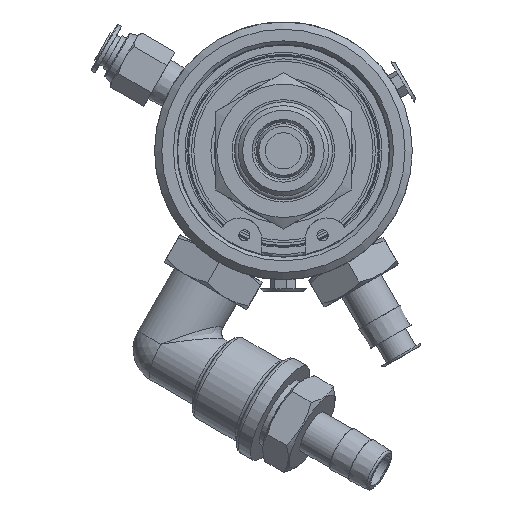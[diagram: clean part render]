
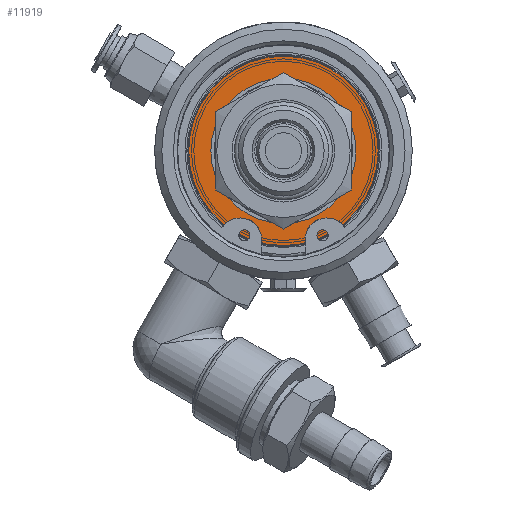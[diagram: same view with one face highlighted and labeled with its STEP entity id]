
A CAD part, left-side view. The second image highlights one B-rep face of the part: STEP entity #11919.
In plain terms, the highlighted planar face has unit normal (-1, 0, 0).
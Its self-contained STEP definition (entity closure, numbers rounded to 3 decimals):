
#322=FACE_BOUND('',#2267,.T.);
#810=PLANE('',#12782);
#1490=FACE_OUTER_BOUND('',#2266,.T.);
#2266=EDGE_LOOP('',(#10743));
#2267=EDGE_LOOP('',(#10744));
#4464=CIRCLE('',#12781,16.05);
#4465=CIRCLE('',#12783,20.95);
#5597=VERTEX_POINT('',#27150);
#5598=VERTEX_POINT('',#27154);
#7320=EDGE_CURVE('',#5597,#5597,#4464,.T.);
#7321=EDGE_CURVE('',#5598,#5598,#4465,.T.);
#10743=ORIENTED_EDGE('',*,*,#7321,.F.);
#10744=ORIENTED_EDGE('',*,*,#7320,.T.);
#11919=ADVANCED_FACE('',(#1490,#322),#810,.T.);
#12781=AXIS2_PLACEMENT_3D('',#27152,#15041,#15042);
#12782=AXIS2_PLACEMENT_3D('',#27153,#15043,#15044);
#12783=AXIS2_PLACEMENT_3D('',#27155,#15045,#15046);
#15041=DIRECTION('center_axis',(1.,0.,0.));
#15042=DIRECTION('ref_axis',(0.,-1.,0.));
#15043=DIRECTION('center_axis',(-1.,0.,0.));
#15044=DIRECTION('ref_axis',(0.,1.,0.));
#15045=DIRECTION('center_axis',(1.,0.,0.));
#15046=DIRECTION('ref_axis',(0.,-1.,0.));
#27150=CARTESIAN_POINT('',(35.085,16.05,0.));
#27152=CARTESIAN_POINT('Origin',(35.085,0.,0.));
#27153=CARTESIAN_POINT('Origin',(35.085,-18.5,0.));
#27154=CARTESIAN_POINT('',(35.085,20.95,0.));
#27155=CARTESIAN_POINT('Origin',(35.085,0.,0.));
